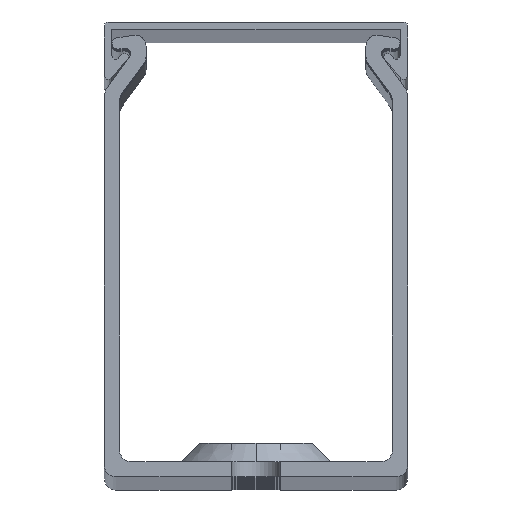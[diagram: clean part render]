
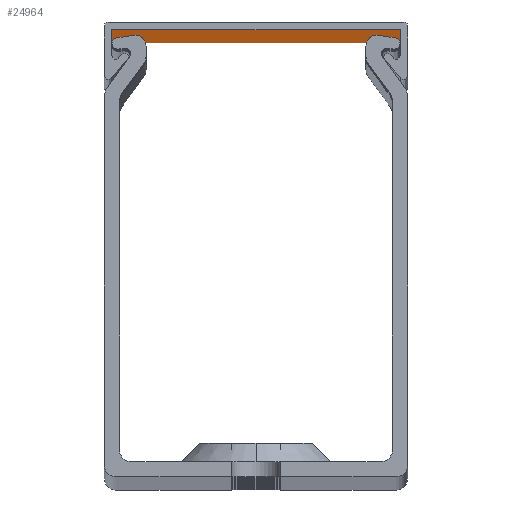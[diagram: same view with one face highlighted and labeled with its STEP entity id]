
A CAD part, top view. The second image highlights one B-rep face of the part: STEP entity #24964.
In plain terms, the highlighted planar face has unit normal (0, -1, 0).
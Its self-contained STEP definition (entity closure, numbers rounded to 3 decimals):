
#688 = LINE ( 'NONE', #4670, #9862 ) ;
#701 = VERTEX_POINT ( 'NONE', #7284 ) ;
#1503 = CARTESIAN_POINT ( 'NONE',  ( -19., 59., 500. ) ) ;
#2627 = DIRECTION ( 'NONE',  ( 0., 0., 1. ) ) ;
#2733 = ORIENTED_EDGE ( 'NONE', *, *, #18303, .F. ) ;
#2738 = CARTESIAN_POINT ( 'NONE',  ( -19., 59., -500. ) ) ;
#2765 = DIRECTION ( 'NONE',  ( 0., 1., 0. ) ) ;
#2943 = DIRECTION ( 'NONE',  ( 0., 0., -1. ) ) ;
#3143 = CARTESIAN_POINT ( 'NONE',  ( -19., 59., 540.872 ) ) ;
#4562 = EDGE_CURVE ( 'NONE', #8065, #9616, #7357, .T. ) ;
#4670 = CARTESIAN_POINT ( 'NONE',  ( -19., 59., 540.872 ) ) ;
#4961 = EDGE_CURVE ( 'NONE', #701, #15817, #9440, .T. ) ;
#7269 = VECTOR ( 'NONE', #17551, 1000. ) ;
#7284 = CARTESIAN_POINT ( 'NONE',  ( 19., 59., 500. ) ) ;
#7357 = LINE ( 'NONE', #19311, #20589 ) ;
#7415 = VECTOR ( 'NONE', #24080, 1000. ) ;
#8065 = VERTEX_POINT ( 'NONE', #2738 ) ;
#9058 = CARTESIAN_POINT ( 'NONE',  ( 19., 59., -500. ) ) ;
#9440 = LINE ( 'NONE', #1503, #7269 ) ;
#9599 = ORIENTED_EDGE ( 'NONE', *, *, #13477, .T. ) ;
#9616 = VERTEX_POINT ( 'NONE', #9058 ) ;
#9862 = VECTOR ( 'NONE', #2943, 1000. ) ;
#11984 = AXIS2_PLACEMENT_3D ( 'NONE', #3143, #2765, #2627 ) ;
#12968 = FACE_OUTER_BOUND ( 'NONE', #25888, .T. ) ;
#13151 = CARTESIAN_POINT ( 'NONE',  ( -19., 59., 500. ) ) ;
#13477 = EDGE_CURVE ( 'NONE', #15817, #8065, #688, .T. ) ;
#15817 = VERTEX_POINT ( 'NONE', #13151 ) ;
#16572 = ORIENTED_EDGE ( 'NONE', *, *, #4961, .T. ) ;
#17551 = DIRECTION ( 'NONE',  ( -1., 0., 0. ) ) ;
#18303 = EDGE_CURVE ( 'NONE', #701, #9616, #20357, .T. ) ;
#19311 = CARTESIAN_POINT ( 'NONE',  ( -19., 59., -500. ) ) ;
#19559 = DIRECTION ( 'NONE',  ( 1., 0., 0. ) ) ;
#20357 = LINE ( 'NONE', #22479, #7415 ) ;
#20589 = VECTOR ( 'NONE', #19559, 1000. ) ;
#20792 = PLANE ( 'NONE',  #11984 ) ;
#20947 = ORIENTED_EDGE ( 'NONE', *, *, #4562, .T. ) ;
#22479 = CARTESIAN_POINT ( 'NONE',  ( 19., 59., 540.872 ) ) ;
#24080 = DIRECTION ( 'NONE',  ( 0., 0., -1. ) ) ;
#24964 = ADVANCED_FACE ( 'NONE', ( #12968 ), #20792, .F. ) ;
#25888 = EDGE_LOOP ( 'NONE', ( #2733, #16572, #9599, #20947 ) ) ;
